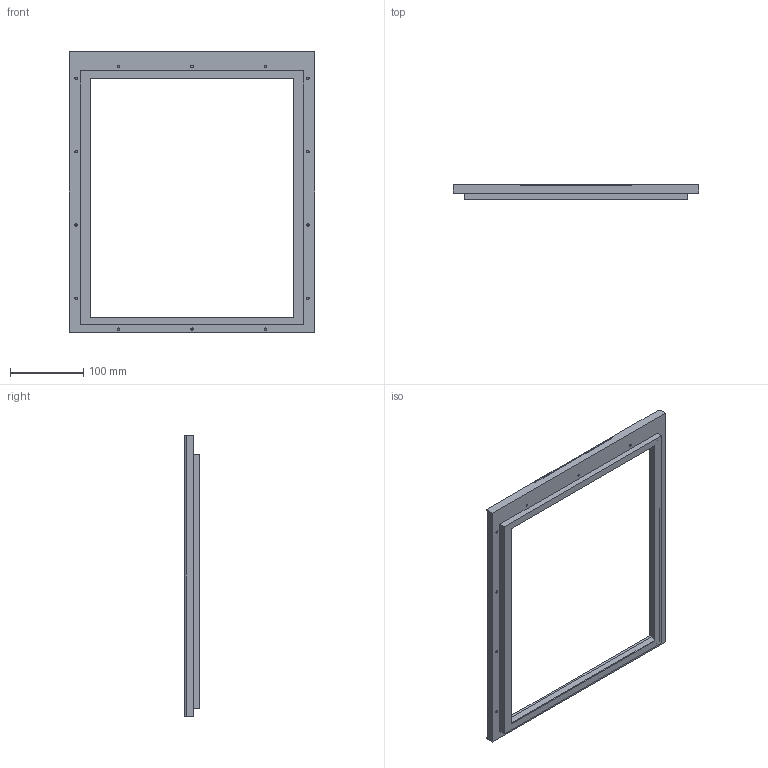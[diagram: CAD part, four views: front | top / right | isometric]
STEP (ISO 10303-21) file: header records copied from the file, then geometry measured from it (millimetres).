
FILE_DESCRIPTION(('CATIA V5 STEP Exchange'),'2;1');
FILE_NAME('1SDH001252R0280_1PA_001_01_E6.2_IV_F_IP30_PROTECTION_FOR_SWITCHGEAR.stp','2014-03-06T08:42:00+00:00',('none'),('none'),'CATIA Version 5 Release 20 SP 5 (IN-10)','CATIA V5 STEP AP214','none');
FILE_SCHEMA(('AUTOMOTIVE_DESIGN { 1 0 10303 214 1 1 1 1 }'));
Length unit declared in the file: millimetre
Products named in the file (1): 1SDH001252R0280_1PA_001_01_E6.2_IV_F_IP30_PROTECTION_FOR_SWITCHGEAR
Bounding box: 334 x 20 x 382 mm (x, y, z)
Volume: 376474.8 mm3; surface area: 136273.9 mm2
Topology: 2 solids, 2 shells, 75 faces, 172 edges, 115 vertices
Faces by surface type: plane 45, cylinder 30
Entity records: 2501 total; most frequent: ORIENTED_EDGE 344, CARTESIAN_POINT 336, DIRECTION 268, EDGE_CURVE 172, VERTEX_POINT 115, AXIS2_PLACEMENT_3D 111, VECTOR 110, LINE 110
